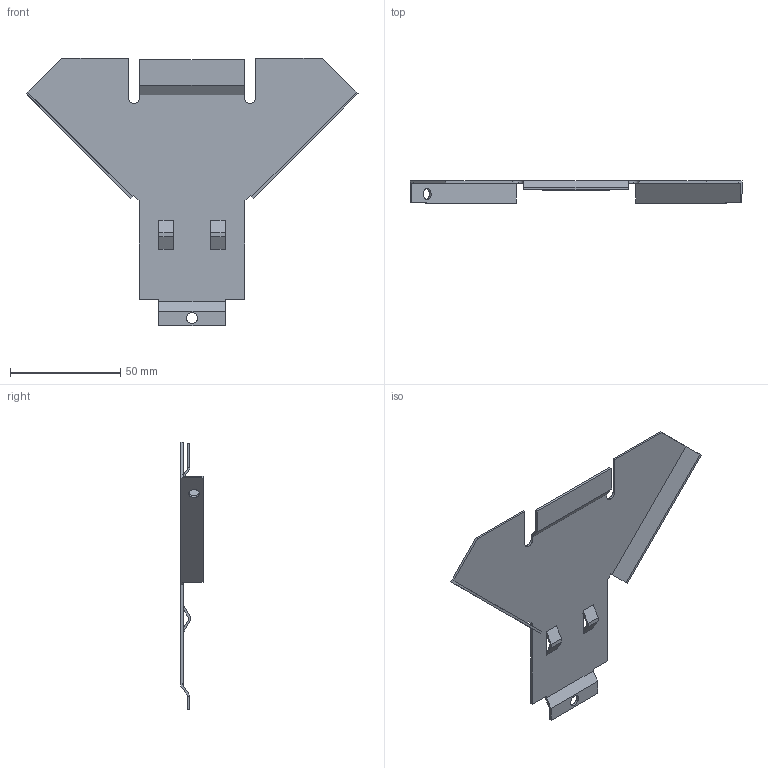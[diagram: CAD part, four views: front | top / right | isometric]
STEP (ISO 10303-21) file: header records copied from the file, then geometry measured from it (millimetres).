
FILE_DESCRIPTION (( 'STEP AP214' ), '1' );
FILE_NAME ('7132115.stp', '2020-01-08T14:41:08', ( '' ), ( '' ), 'SwSTEP 2.0', 'SolidWorks 2018', '' );
FILE_SCHEMA (( 'AUTOMOTIVE_DESIGN' ));
Length unit declared in the file: millimetre
Products named in the file (1): 7132115
Bounding box: 150.43 x 10 x 121.3 mm (x, y, z)
Volume: 10638.3 mm3; surface area: 21987 mm2
Topology: 1 solids, 1 shells, 86 faces, 256 edges, 168 vertices
Faces by surface type: plane 78, cylinder 8
Entity records: 2890 total; most frequent: ORIENTED_EDGE 512, CARTESIAN_POINT 511, DIRECTION 446, EDGE_CURVE 256, LINE 240, VECTOR 240, VERTEX_POINT 168, AXIS2_PLACEMENT_3D 103
